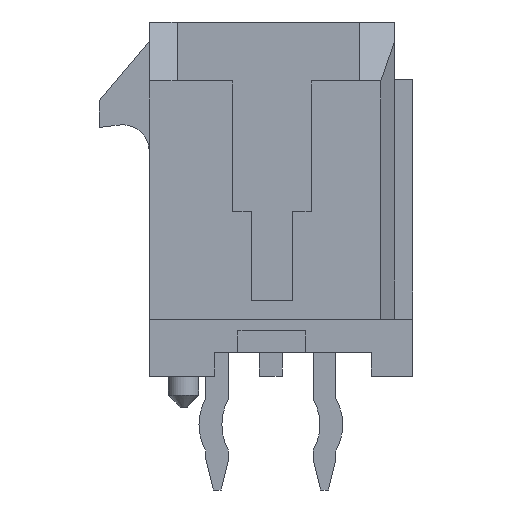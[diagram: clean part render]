
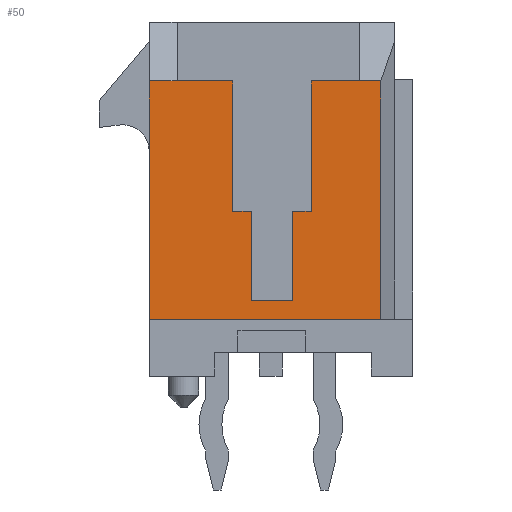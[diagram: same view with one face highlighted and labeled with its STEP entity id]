
A CAD part, left-side view. The second image highlights one B-rep face of the part: STEP entity #50.
In plain terms, the highlighted planar face has unit normal (-1, 0, 0).
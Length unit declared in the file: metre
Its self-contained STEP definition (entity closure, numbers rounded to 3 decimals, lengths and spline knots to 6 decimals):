
#50 = ADVANCED_FACE( '', ( #804 ), #805, .F. );
#804 = FACE_OUTER_BOUND( '', #2352, .T. );
#805 = PLANE( '', #2353 );
#2352 = EDGE_LOOP( '', ( #3934, #3935, #3936, #3937, #3938, #3939, #3940, #3941, #3942, #3943, #3944, #3945, #3946, #3947 ) );
#2353 = AXIS2_PLACEMENT_3D( '', #3948, #3949, #3950 );
#3934 = ORIENTED_EDGE( '', *, *, #10347, .T. );
#3935 = ORIENTED_EDGE( '', *, *, #10348, .T. );
#3936 = ORIENTED_EDGE( '', *, *, #10349, .T. );
#3937 = ORIENTED_EDGE( '', *, *, #10350, .T. );
#3938 = ORIENTED_EDGE( '', *, *, #10351, .T. );
#3939 = ORIENTED_EDGE( '', *, *, #10352, .F. );
#3940 = ORIENTED_EDGE( '', *, *, #10353, .T. );
#3941 = ORIENTED_EDGE( '', *, *, #10354, .F. );
#3942 = ORIENTED_EDGE( '', *, *, #10355, .F. );
#3943 = ORIENTED_EDGE( '', *, *, #10356, .F. );
#3944 = ORIENTED_EDGE( '', *, *, #10357, .F. );
#3945 = ORIENTED_EDGE( '', *, *, #10358, .F. );
#3946 = ORIENTED_EDGE( '', *, *, #10359, .T. );
#3947 = ORIENTED_EDGE( '', *, *, #10360, .T. );
#3948 = CARTESIAN_POINT( '', ( -0.016825, 0., 0. ) );
#3949 = DIRECTION( '', ( 1., 0., 0. ) );
#3950 = DIRECTION( '', ( 0., 1., 0. ) );
#10347 = EDGE_CURVE( '', #12466, #12467, #12468, .T. );
#10348 = EDGE_CURVE( '', #12467, #12469, #12470, .T. );
#10349 = EDGE_CURVE( '', #12469, #12471, #12472, .T. );
#10350 = EDGE_CURVE( '', #12471, #12473, #12474, .T. );
#10351 = EDGE_CURVE( '', #12473, #12475, #12476, .T. );
#10352 = EDGE_CURVE( '', #12477, #12475, #12478, .T. );
#10353 = EDGE_CURVE( '', #12477, #12479, #12480, .T. );
#10354 = EDGE_CURVE( '', #12481, #12479, #12482, .T. );
#10355 = EDGE_CURVE( '', #12483, #12481, #12484, .T. );
#10356 = EDGE_CURVE( '', #12485, #12483, #12486, .T. );
#10357 = EDGE_CURVE( '', #12487, #12485, #12488, .T. );
#10358 = EDGE_CURVE( '', #12489, #12487, #12490, .T. );
#10359 = EDGE_CURVE( '', #12489, #12491, #12492, .T. );
#10360 = EDGE_CURVE( '', #12491, #12466, #12493, .T. );
#12466 = VERTEX_POINT( '', #15973 );
#12467 = VERTEX_POINT( '', #15974 );
#12468 = LINE( '', #15975, #15976 );
#12469 = VERTEX_POINT( '', #15977 );
#12470 = LINE( '', #15978, #15979 );
#12471 = VERTEX_POINT( '', #15980 );
#12472 = LINE( '', #15981, #15982 );
#12473 = VERTEX_POINT( '', #15983 );
#12474 = LINE( '', #15984, #15985 );
#12475 = VERTEX_POINT( '', #15986 );
#12476 = LINE( '', #15987, #15988 );
#12477 = VERTEX_POINT( '', #15989 );
#12478 = LINE( '', #15990, #15991 );
#12479 = VERTEX_POINT( '', #15992 );
#12480 = LINE( '', #15993, #15994 );
#12481 = VERTEX_POINT( '', #15995 );
#12482 = LINE( '', #15996, #15997 );
#12483 = VERTEX_POINT( '', #15998 );
#12484 = LINE( '', #15999, #16000 );
#12485 = VERTEX_POINT( '', #16001 );
#12486 = LINE( '', #16002, #16003 );
#12487 = VERTEX_POINT( '', #16004 );
#12488 = LINE( '', #16005, #16006 );
#12489 = VERTEX_POINT( '', #16007 );
#12490 = LINE( '', #16008, #16009 );
#12491 = VERTEX_POINT( '', #16010 );
#12492 = LINE( '', #16011, #16012 );
#12493 = LINE( '', #16013, #16014 );
#15973 = CARTESIAN_POINT( '', ( -0.016825, -0.0011, -0.000345 ) );
#15974 = CARTESIAN_POINT( '', ( -0.016825, -0.000575, -0.000345 ) );
#15975 = CARTESIAN_POINT( '', ( -0.016825, -0.0011, -0.000345 ) );
#15976 = VECTOR( '', #21407, 1. );
#15977 = CARTESIAN_POINT( '', ( -0.016825, -0.000575, -0.002845 ) );
#15978 = CARTESIAN_POINT( '', ( -0.016825, -0.000575, -0.000345 ) );
#15979 = VECTOR( '', #21408, 1. );
#15980 = CARTESIAN_POINT( '', ( -0.016825, 0.000575, -0.002845 ) );
#15981 = CARTESIAN_POINT( '', ( -0.016825, -0.000575, -0.002845 ) );
#15982 = VECTOR( '', #21409, 1. );
#15983 = CARTESIAN_POINT( '', ( -0.016825, 0.000575, -0.000345 ) );
#15984 = CARTESIAN_POINT( '', ( -0.016825, 0.000575, -0.002845 ) );
#15985 = VECTOR( '', #21410, 1. );
#15986 = CARTESIAN_POINT( '', ( -0.016825, 0.0011, -0.000345 ) );
#15987 = CARTESIAN_POINT( '', ( -0.016825, 0.000575, -0.000345 ) );
#15988 = VECTOR( '', #21411, 1. );
#15989 = CARTESIAN_POINT( '', ( -0.016825, 0.0011, 0.003305 ) );
#15990 = CARTESIAN_POINT( '', ( -0.016825, 0.0011, 0.003305 ) );
#15991 = VECTOR( '', #21412, 1. );
#15992 = CARTESIAN_POINT( '', ( -0.016825, 0.00265, 0.003305 ) );
#15993 = CARTESIAN_POINT( '', ( -0.016825, 0.0011, 0.003305 ) );
#15994 = VECTOR( '', #21413, 1. );
#15995 = CARTESIAN_POINT( '', ( -0.016825, 0.00343, 0.003305 ) );
#15996 = CARTESIAN_POINT( '', ( -0.016825, 0.00343, 0.003305 ) );
#15997 = VECTOR( '', #21414, 1. );
#15998 = CARTESIAN_POINT( '', ( -0.016825, 0.00343, -0.003355 ) );
#15999 = CARTESIAN_POINT( '', ( -0.016825, 0.00343, -0.003355 ) );
#16000 = VECTOR( '', #21415, 1. );
#16001 = CARTESIAN_POINT( '', ( -0.016825, -0.00305, -0.003355 ) );
#16002 = CARTESIAN_POINT( '', ( -0.016825, -0.00305, -0.003355 ) );
#16003 = VECTOR( '', #21416, 1. );
#16004 = CARTESIAN_POINT( '', ( -0.016825, -0.00305, 0.003305 ) );
#16005 = CARTESIAN_POINT( '', ( -0.016825, -0.00305, 0.003305 ) );
#16006 = VECTOR( '', #21417, 1. );
#16007 = CARTESIAN_POINT( '', ( -0.016825, -0.00245, 0.003305 ) );
#16008 = CARTESIAN_POINT( '', ( -0.016825, -0.00245, 0.003305 ) );
#16009 = VECTOR( '', #21418, 1. );
#16010 = CARTESIAN_POINT( '', ( -0.016825, -0.0011, 0.003305 ) );
#16011 = CARTESIAN_POINT( '', ( -0.016825, -0.00245, 0.003305 ) );
#16012 = VECTOR( '', #21419, 1. );
#16013 = CARTESIAN_POINT( '', ( -0.016825, -0.0011, 0.003305 ) );
#16014 = VECTOR( '', #21420, 1. );
#21407 = DIRECTION( '', ( 0., 1., 0. ) );
#21408 = DIRECTION( '', ( 0., 0., -1. ) );
#21409 = DIRECTION( '', ( 0., 1., 0. ) );
#21410 = DIRECTION( '', ( 0., 0., 1. ) );
#21411 = DIRECTION( '', ( 0., 1., 0. ) );
#21412 = DIRECTION( '', ( 0., 0., -1. ) );
#21413 = DIRECTION( '', ( 0., 1., 0. ) );
#21414 = DIRECTION( '', ( 0., -1., 0. ) );
#21415 = DIRECTION( '', ( 0., 0., 1. ) );
#21416 = DIRECTION( '', ( 0., 1., 0. ) );
#21417 = DIRECTION( '', ( 0., 0., -1. ) );
#21418 = DIRECTION( '', ( 0., -1., 0. ) );
#21419 = DIRECTION( '', ( 0., 1., 0. ) );
#21420 = DIRECTION( '', ( 0., 0., -1. ) );
